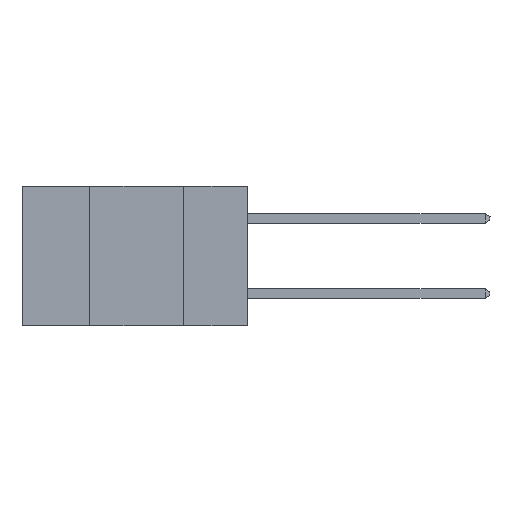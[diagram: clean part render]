
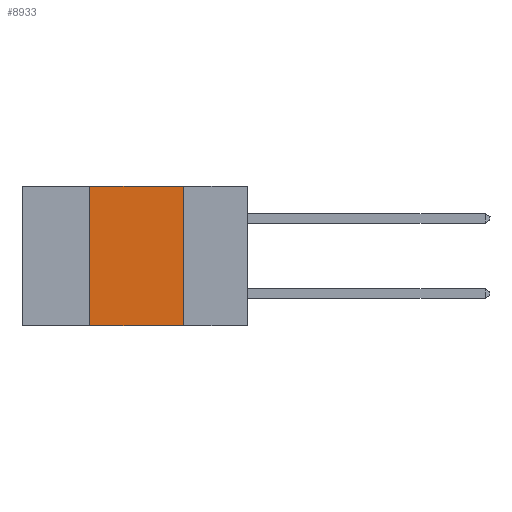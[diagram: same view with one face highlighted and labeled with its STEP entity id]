
A CAD part, left-side view. The second image highlights one B-rep face of the part: STEP entity #8933.
In plain terms, the highlighted planar face has unit normal (-1, 0, 0).
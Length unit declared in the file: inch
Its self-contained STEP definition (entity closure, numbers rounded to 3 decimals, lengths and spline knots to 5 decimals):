
#253 = DIRECTION ( 'NONE',  ( 1., 0., 0. ) ) ;
#996 = CARTESIAN_POINT ( 'NONE',  ( 0., 0.17, -0.37 ) ) ;
#1359 = CARTESIAN_POINT ( 'NONE',  ( 0., 0.17, 0. ) ) ;
#1769 = CARTESIAN_POINT ( 'NONE',  ( 0., 0.42, 0. ) ) ;
#2041 = VECTOR ( 'NONE', #7084, 39.37008 ) ;
#2700 = ORIENTED_EDGE ( 'NONE', *, *, #4271, .T. ) ;
#3840 = EDGE_LOOP ( 'NONE', ( #17541, #12375, #15205, #2700 ) ) ;
#3904 = EDGE_CURVE ( 'NONE', #6969, #12124, #13731, .T. ) ;
#4271 = EDGE_CURVE ( 'NONE', #10198, #7610, #6028, .T. ) ;
#5023 = CARTESIAN_POINT ( 'NONE',  ( 0., 0.17, -0.37 ) ) ;
#5569 = LINE ( 'NONE', #996, #2041 ) ;
#6028 = LINE ( 'NONE', #18168, #7461 ) ;
#6224 = CARTESIAN_POINT ( 'NONE',  ( 0., 0.42, -0.37 ) ) ;
#6321 = DIRECTION ( 'NONE',  ( 0., 0., -1. ) ) ;
#6429 = DIRECTION ( 'NONE',  ( 0., -1., 0. ) ) ;
#6969 = VERTEX_POINT ( 'NONE', #1769 ) ;
#7084 = DIRECTION ( 'NONE',  ( 0., 0., -1. ) ) ;
#7461 = VECTOR ( 'NONE', #6429, 39.37008 ) ;
#7610 = VERTEX_POINT ( 'NONE', #5023 ) ;
#8683 = LINE ( 'NONE', #17722, #11991 ) ;
#8933 = ADVANCED_FACE ( 'NONE', ( #10807 ), #16862, .F. ) ;
#10198 = VERTEX_POINT ( 'NONE', #6224 ) ;
#10807 = FACE_OUTER_BOUND ( 'NONE', #3840, .T. ) ;
#11991 = VECTOR ( 'NONE', #14721, 39.37008 ) ;
#12124 = VERTEX_POINT ( 'NONE', #1359 ) ;
#12375 = ORIENTED_EDGE ( 'NONE', *, *, #3904, .F. ) ;
#12434 = DIRECTION ( 'NONE',  ( 0., -1., 0. ) ) ;
#12795 = EDGE_CURVE ( 'NONE', #12124, #7610, #5569, .T. ) ;
#13249 = AXIS2_PLACEMENT_3D ( 'NONE', #13875, #253, #6321 ) ;
#13471 = VECTOR ( 'NONE', #12434, 39.37008 ) ;
#13731 = LINE ( 'NONE', #15236, #13471 ) ;
#13875 = CARTESIAN_POINT ( 'NONE',  ( 0., 0.6, 0. ) ) ;
#14721 = DIRECTION ( 'NONE',  ( 0., 0., 1. ) ) ;
#15205 = ORIENTED_EDGE ( 'NONE', *, *, #19160, .F. ) ;
#15236 = CARTESIAN_POINT ( 'NONE',  ( 0., 0.6, 0. ) ) ;
#16862 = PLANE ( 'NONE',  #13249 ) ;
#17541 = ORIENTED_EDGE ( 'NONE', *, *, #12795, .F. ) ;
#17722 = CARTESIAN_POINT ( 'NONE',  ( 0., 0.42, -0.37 ) ) ;
#18168 = CARTESIAN_POINT ( 'NONE',  ( 0., 0.6, -0.37 ) ) ;
#19160 = EDGE_CURVE ( 'NONE', #10198, #6969, #8683, .T. ) ;
